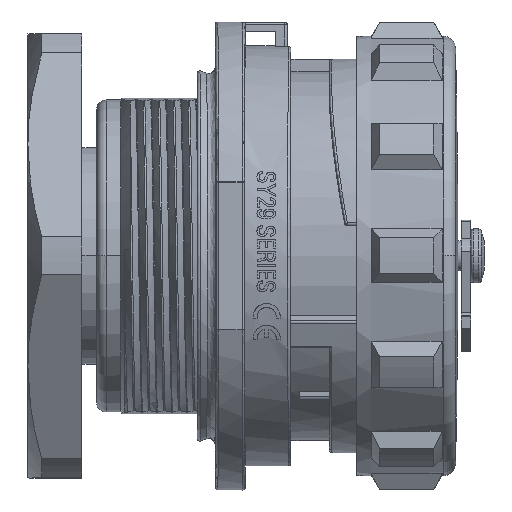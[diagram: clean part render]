
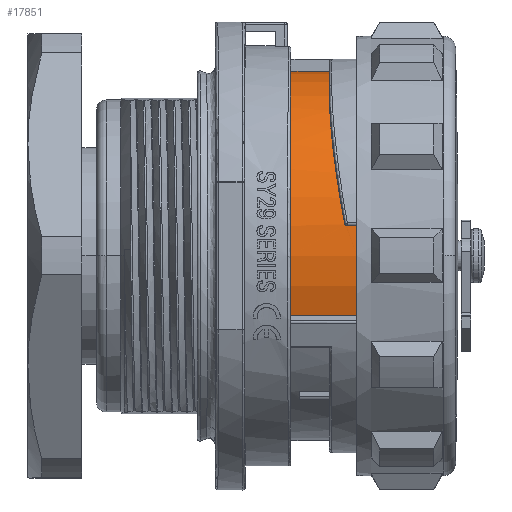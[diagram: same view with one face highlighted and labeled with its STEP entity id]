
A CAD part, top view. The second image highlights one B-rep face of the part: STEP entity #17851.
In plain terms, the highlighted cylindrical face has radius 15.4 mm (diameter 30.8 mm), a partial arc.
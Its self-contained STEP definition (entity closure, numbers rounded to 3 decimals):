
#3157=CARTESIAN_POINT('',(11.8,0.,0.));
#3158=DIRECTION('',(-1.,0.,0.));
#3159=DIRECTION('',(0.,-0.322,0.947));
#3160=AXIS2_PLACEMENT_3D('',#3157,#3158,#3159);
#5010=DIRECTION('',(-1.,0.,0.));
#5011=VECTOR('',#5010,5.551);
#5012=CARTESIAN_POINT('',(11.8,-4.954,14.581));
#5013=LINE('',#5012,#5011);
#5014=CARTESIAN_POINT('',(6.249,-4.954,14.581));
#5015=CARTESIAN_POINT('',(6.248,-4.206,14.835));
#5016=CARTESIAN_POINT('',(6.247,-2.691,15.224));
#5017=CARTESIAN_POINT('',(6.246,-0.34,
15.456));
#5018=CARTESIAN_POINT('',(6.246,2.015,15.328));
#5019=CARTESIAN_POINT('',(6.248,4.324,14.843));
#5020=CARTESIAN_POINT('',(6.251,6.532,14.012));
#5021=CARTESIAN_POINT('',(6.255,8.588,12.855));
#5022=CARTESIAN_POINT('',(6.26,10.443,11.4));
#5023=CARTESIAN_POINT('',(6.266,12.058,9.675));
#5024=CARTESIAN_POINT('',(6.271,12.942,8.384));
#5025=CARTESIAN_POINT('',(6.273,13.337,7.7));
#5027=CARTESIAN_POINT('',(6.273,13.337,7.7));
#5028=CARTESIAN_POINT('',(6.275,13.675,7.115));
#5029=CARTESIAN_POINT('',(6.279,14.268,5.912));
#5030=CARTESIAN_POINT('',(6.286,14.918,3.997));
#5031=CARTESIAN_POINT('',(6.293,15.312,2.014));
#5032=CARTESIAN_POINT('',(6.298,15.4,0.676));
#5033=CARTESIAN_POINT('',(6.3,15.4,
0.));
#5035=DIRECTION('',(1.,0.,0.));
#5036=VECTOR('',#5035,3.2);
#5037=CARTESIAN_POINT('',(6.3,15.4,
0.));
#5038=LINE('',#5037,#5036);
#5039=CARTESIAN_POINT('',(9.5,13.337,7.7));
#5040=CARTESIAN_POINT('',(9.5,12.965,8.343));
#5041=CARTESIAN_POINT('',(9.523,12.126,9.581));
#5042=CARTESIAN_POINT('',(9.629,10.606,11.243));
#5043=CARTESIAN_POINT('',(9.809,8.829,12.685));
#5044=CARTESIAN_POINT('',(10.054,6.92,13.817));
#5045=CARTESIAN_POINT('',(10.37,4.856,14.672));
#5046=CARTESIAN_POINT('',(10.629,3.402,15.038));
#5047=CARTESIAN_POINT('',(10.772,2.663,15.168));
#5053=CARTESIAN_POINT('',(9.5,0.,0.));
#5054=DIRECTION('',(-1.,0.,0.));
#5055=DIRECTION('',(0.,0.866,0.5));
#5056=AXIS2_PLACEMENT_3D('',#5053,#5054,#5055);
#5110=DIRECTION('',(-1.,0.,0.));
#5111=VECTOR('',#5110,0.831);
#5112=CARTESIAN_POINT('',(11.8,2.5,15.196));
#5113=LINE('',#5112,#5111);
#5125=CARTESIAN_POINT('',(10.969,2.5,15.196));
#5126=CARTESIAN_POINT('',(10.937,2.5,15.196));
#5127=CARTESIAN_POINT('',(10.878,2.514,15.193));
#5128=CARTESIAN_POINT('',(10.803,2.576,15.183));
#5129=CARTESIAN_POINT('',(10.778,2.631,15.174));
#5130=CARTESIAN_POINT('',(10.772,2.663,15.168));
#9553=CARTESIAN_POINT('',(6.3,15.4,
0.));
#9554=VERTEX_POINT('',#9553);
#9555=CARTESIAN_POINT('',(6.249,-4.954,14.581));
#9557=VERTEX_POINT('',#9555);
#9670=CARTESIAN_POINT('',(11.8,-4.954,14.581));
#9671=VERTEX_POINT('',#9670);
#9672=CARTESIAN_POINT('',(11.8,2.5,15.196));
#9673=VERTEX_POINT('',#9672);
#9674=VERTEX_POINT('',#5025);
#9675=CARTESIAN_POINT('',(9.5,15.4,0.));
#9676=VERTEX_POINT('',#9675);
#9677=VERTEX_POINT('',#5039);
#9678=VERTEX_POINT('',#5047);
#9679=VERTEX_POINT('',#5125);
#17831=CARTESIAN_POINT('',(6.135,0.,0.));
#17832=DIRECTION('',(1.,0.,0.));
#17833=DIRECTION('',(0.,0.866,0.5));
#17834=AXIS2_PLACEMENT_3D('',#17831,#17832,#17833);
#17835=CYLINDRICAL_SURFACE('',#17834,15.4);
#17836=ORIENTED_EDGE('',*,*,#15301,.F.);
#17837=ORIENTED_EDGE('',*,*,#17826,.T.);
#17838=ORIENTED_EDGE('',*,*,#15215,.T.);
#17839=ORIENTED_EDGE('',*,*,#15213,.T.);
#17840=ORIENTED_EDGE('',*,*,#15245,.T.);
#17842=ORIENTED_EDGE('',*,*,#17841,.F.);
#17844=ORIENTED_EDGE('',*,*,#17843,.T.);
#17846=ORIENTED_EDGE('',*,*,#17845,.F.);
#17848=ORIENTED_EDGE('',*,*,#17847,.F.);
#17849=EDGE_LOOP('',(#17836,#17837,#17838,#17839,#17840,#17842,#17844,#17846,
#17848));
#17850=FACE_OUTER_BOUND('',#17849,.F.);
#3161=CIRCLE('',#3160,15.4);
#5026=B_SPLINE_CURVE_WITH_KNOTS('',3,(#5014,#5015,#5016,#5017,#5018,#5019,#5020,
#5021,#5022,#5023,#5024,#5025),.UNSPECIFIED.,.F.,.F.,(4,1,1,1,1,1,1,1,1,4),
(0.,0.111,0.222,0.333,0.444,
0.556,0.667,0.778,0.889,1.),
.UNSPECIFIED.);
#5034=B_SPLINE_CURVE_WITH_KNOTS('',3,(#5027,#5028,#5029,#5030,#5031,#5032,
#5033),.UNSPECIFIED.,.F.,.F.,(4,1,1,1,4),(0.,0.25,0.5,0.75,1.),
.UNSPECIFIED.);
#5048=B_SPLINE_CURVE_WITH_KNOTS('',3,(#5039,#5040,#5041,#5042,#5043,#5044,#5045,
#5046,#5047),.UNSPECIFIED.,.F.,.F.,(4,1,1,1,1,1,4),(0.,0.167,
0.333,0.5,0.667,0.833,1.),
.UNSPECIFIED.);
#5057=CIRCLE('',#5056,15.4);
#5131=B_SPLINE_CURVE_WITH_KNOTS('',3,(#5125,#5126,#5127,#5128,#5129,#5130),
.UNSPECIFIED.,.F.,.F.,(4,1,1,4),(0.,0.333,0.667,1.),
.UNSPECIFIED.);
#15213=EDGE_CURVE('',#9674,#9554,#5034,.T.);
#15215=EDGE_CURVE('',#9557,#9674,#5026,.T.);
#15245=EDGE_CURVE('',#9554,#9676,#5038,.T.);
#15301=EDGE_CURVE('',#9671,#9673,#3161,.T.);
#17826=EDGE_CURVE('',#9671,#9557,#5013,.T.);
#17841=EDGE_CURVE('',#9677,#9676,#5057,.T.);
#17843=EDGE_CURVE('',#9677,#9678,#5048,.T.);
#17845=EDGE_CURVE('',#9679,#9678,#5131,.T.);
#17847=EDGE_CURVE('',#9673,#9679,#5113,.T.);
#17851=ADVANCED_FACE('',(#17850),#17835,.T.);
